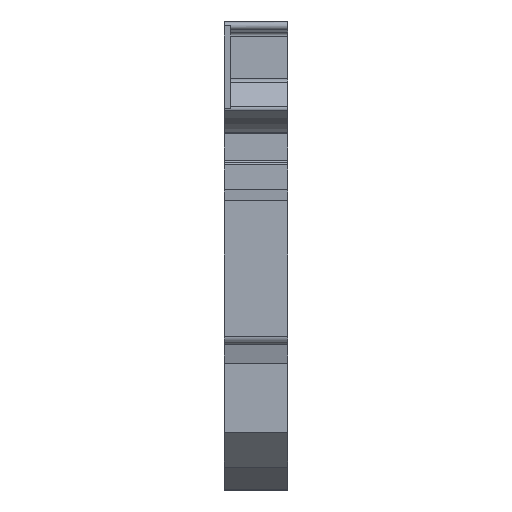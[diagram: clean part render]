
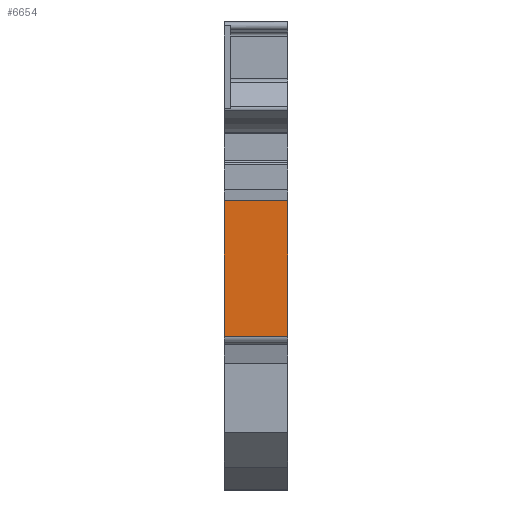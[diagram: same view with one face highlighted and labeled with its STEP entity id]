
A CAD part, front view. The second image highlights one B-rep face of the part: STEP entity #6654.
In plain terms, the highlighted planar face has unit normal (0, -1, 0).
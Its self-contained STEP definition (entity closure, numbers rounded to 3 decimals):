
#23=DIRECTION('',(0.,0.,1.));
#24=VECTOR('',#23,17.39);
#25=CARTESIAN_POINT('',(-8.13,-5.61,-10.269));
#26=LINE('',#25,#24);
#705=DIRECTION('',(0.,0.,1.));
#706=VECTOR('',#705,17.39);
#707=CARTESIAN_POINT('',(0.,-5.61,-10.269));
#708=LINE('',#707,#706);
#2135=DIRECTION('',(-1.,0.,0.));
#2136=VECTOR('',#2135,8.13);
#2137=CARTESIAN_POINT('',(0.,-5.61,-10.269));
#2138=LINE('',#2137,#2136);
#2139=DIRECTION('',(-1.,0.,0.));
#2140=VECTOR('',#2139,8.13);
#2141=CARTESIAN_POINT('',(0.,-5.61,7.122));
#2142=LINE('',#2141,#2140);
#3823=CARTESIAN_POINT('',(-8.13,-5.61,-10.269));
#3824=VERTEX_POINT('',#3823);
#3825=CARTESIAN_POINT('',(-8.13,-5.61,7.122));
#3826=VERTEX_POINT('',#3825);
#3847=CARTESIAN_POINT('',(0.,-5.61,-10.269));
#3848=VERTEX_POINT('',#3847);
#3849=CARTESIAN_POINT('',(0.,-5.61,7.122));
#3850=VERTEX_POINT('',#3849);
#6642=CARTESIAN_POINT('',(0.,-5.61,-10.269));
#6643=DIRECTION('',(0.,1.,0.));
#6644=DIRECTION('',(0.,0.,1.));
#6645=AXIS2_PLACEMENT_3D('',#6642,#6643,#6644);
#6646=PLANE('',#6645);
#6647=ORIENTED_EDGE('',*,*,#3874,.T.);
#6649=ORIENTED_EDGE('',*,*,#6648,.F.);
#6650=ORIENTED_EDGE('',*,*,#4326,.F.);
#6651=ORIENTED_EDGE('',*,*,#6635,.T.);
#6652=EDGE_LOOP('',(#6647,#6649,#6650,#6651));
#6653=FACE_OUTER_BOUND('',#6652,.F.);
#6654=ADVANCED_FACE('',(#6653),#6646,.F.);
#3874=EDGE_CURVE('',#3824,#3826,#26,.T.);
#4326=EDGE_CURVE('',#3848,#3850,#708,.T.);
#6635=EDGE_CURVE('',#3848,#3824,#2138,.T.);
#6648=EDGE_CURVE('',#3850,#3826,#2142,.T.);
